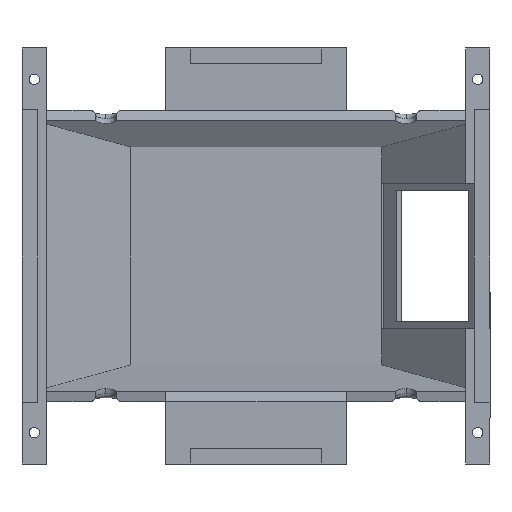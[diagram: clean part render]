
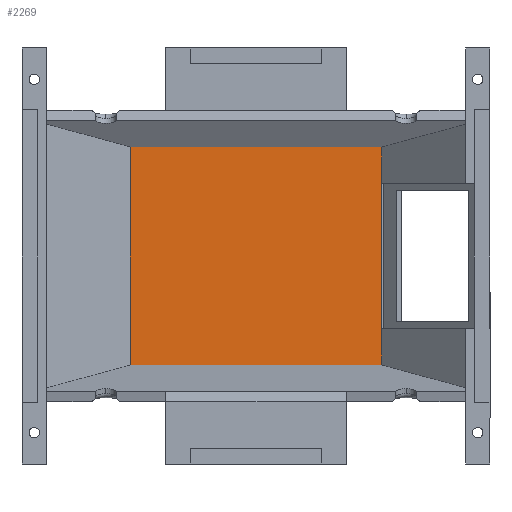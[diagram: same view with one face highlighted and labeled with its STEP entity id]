
A CAD part, front view. The second image highlights one B-rep face of the part: STEP entity #2269.
In plain terms, the highlighted planar face has unit normal (0, -1, 0).
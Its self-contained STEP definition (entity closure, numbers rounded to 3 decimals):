
#97 = VERTEX_POINT ( 'NONE', #2263 ) ;
#118 = CARTESIAN_POINT ( 'NONE',  ( 24.172, 25.3, 0. ) ) ;
#369 = VECTOR ( 'NONE', #3436, 1000. ) ;
#379 = VERTEX_POINT ( 'NONE', #1905 ) ;
#484 = VERTEX_POINT ( 'NONE', #2559 ) ;
#513 = EDGE_CURVE ( 'NONE', #3247, #1956, #843, .T. ) ;
#622 = CARTESIAN_POINT ( 'NONE',  ( 0., 25.3, 0. ) ) ;
#651 = CARTESIAN_POINT ( 'NONE',  ( 24.172, 25.3, 0. ) ) ;
#758 = VECTOR ( 'NONE', #2283, 1000. ) ;
#843 = LINE ( 'NONE', #2840, #758 ) ;
#853 = ORIENTED_EDGE ( 'NONE', *, *, #2940, .F. ) ;
#905 = PLANE ( 'NONE',  #942 ) ;
#942 = AXIS2_PLACEMENT_3D ( 'NONE', #622, #1749, #3413 ) ;
#955 = LINE ( 'NONE', #1292, #3335 ) ;
#1292 = CARTESIAN_POINT ( 'NONE',  ( -24.172, 25.3, 0. ) ) ;
#1456 = CARTESIAN_POINT ( 'NONE',  ( 24.172, 25.3, 0. ) ) ;
#1513 = EDGE_CURVE ( 'NONE', #3247, #484, #955, .T. ) ;
#1523 = ORIENTED_EDGE ( 'NONE', *, *, #513, .F. ) ;
#1540 = ORIENTED_EDGE ( 'NONE', *, *, #3275, .F. ) ;
#1608 = CARTESIAN_POINT ( 'NONE',  ( 24.172, 25.3, 20.976 ) ) ;
#1740 = ORIENTED_EDGE ( 'NONE', *, *, #2320, .F. ) ;
#1749 = DIRECTION ( 'NONE',  ( 0., -1., 0. ) ) ;
#1760 = CARTESIAN_POINT ( 'NONE',  ( 0., 25.3, -20.976 ) ) ;
#1765 = DIRECTION ( 'NONE',  ( 0., 0., -1. ) ) ;
#1775 = LINE ( 'NONE', #118, #2619 ) ;
#1905 = CARTESIAN_POINT ( 'NONE',  ( 24.172, 25.3, 14. ) ) ;
#1941 = ORIENTED_EDGE ( 'NONE', *, *, #3504, .F. ) ;
#1956 = VERTEX_POINT ( 'NONE', #1608 ) ;
#2111 = ORIENTED_EDGE ( 'NONE', *, *, #1513, .T. ) ;
#2201 = EDGE_LOOP ( 'NONE', ( #1540, #853, #1941, #1740, #1523, #2111 ) ) ;
#2263 = CARTESIAN_POINT ( 'NONE',  ( 24.172, 25.3, -20.976 ) ) ;
#2269 = ADVANCED_FACE ( 'NONE', ( #3156 ), #905, .T. ) ;
#2283 = DIRECTION ( 'NONE',  ( 1., 0., 0. ) ) ;
#2320 = EDGE_CURVE ( 'NONE', #1956, #379, #3187, .T. ) ;
#2456 = VERTEX_POINT ( 'NONE', #2936 ) ;
#2513 = VECTOR ( 'NONE', #1765, 1000. ) ;
#2559 = CARTESIAN_POINT ( 'NONE',  ( -24.172, 25.3, -20.976 ) ) ;
#2584 = DIRECTION ( 'NONE',  ( 0., 0., -1. ) ) ;
#2619 = VECTOR ( 'NONE', #2907, 1000. ) ;
#2658 = DIRECTION ( 'NONE',  ( 0., 0., -1. ) ) ;
#2840 = CARTESIAN_POINT ( 'NONE',  ( 0., 25.3, 20.976 ) ) ;
#2907 = DIRECTION ( 'NONE',  ( 0., 0., -1. ) ) ;
#2936 = CARTESIAN_POINT ( 'NONE',  ( 24.172, 25.3, -14. ) ) ;
#2940 = EDGE_CURVE ( 'NONE', #2456, #97, #3411, .T. ) ;
#3006 = LINE ( 'NONE', #1760, #369 ) ;
#3156 = FACE_OUTER_BOUND ( 'NONE', #2201, .T. ) ;
#3182 = VECTOR ( 'NONE', #2584, 1000. ) ;
#3187 = LINE ( 'NONE', #1456, #3182 ) ;
#3247 = VERTEX_POINT ( 'NONE', #3634 ) ;
#3275 = EDGE_CURVE ( 'NONE', #97, #484, #3006, .T. ) ;
#3335 = VECTOR ( 'NONE', #2658, 1000. ) ;
#3411 = LINE ( 'NONE', #651, #2513 ) ;
#3413 = DIRECTION ( 'NONE',  ( 0., 0., -1. ) ) ;
#3436 = DIRECTION ( 'NONE',  ( -1., 0., 0. ) ) ;
#3504 = EDGE_CURVE ( 'NONE', #379, #2456, #1775, .T. ) ;
#3634 = CARTESIAN_POINT ( 'NONE',  ( -24.172, 25.3, 20.976 ) ) ;
